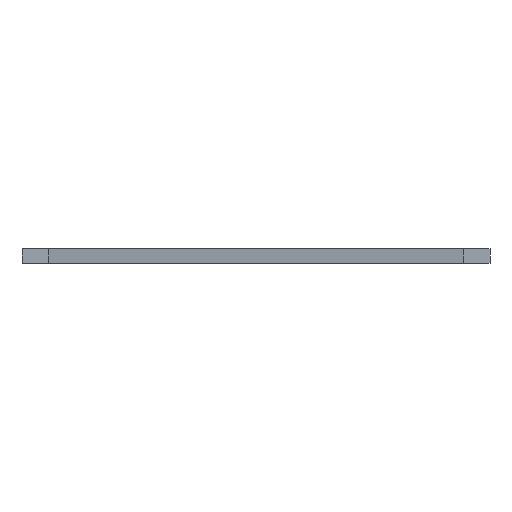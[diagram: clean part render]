
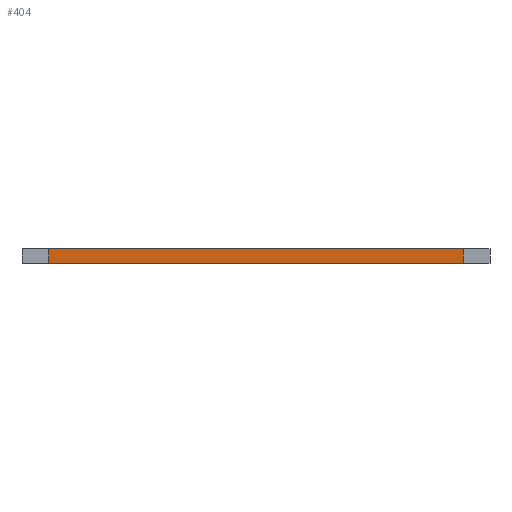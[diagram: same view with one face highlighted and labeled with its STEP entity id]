
A CAD part, front view. The second image highlights one B-rep face of the part: STEP entity #404.
In plain terms, the highlighted planar face has unit normal (-0.125, -0.992, 0).
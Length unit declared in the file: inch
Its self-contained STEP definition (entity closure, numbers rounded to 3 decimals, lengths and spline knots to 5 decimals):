
#11 = EDGE_CURVE ( 'NONE', #234, #446, #307, .T. ) ;
#78 = CARTESIAN_POINT ( 'NONE',  ( 337.5543, 115.26143, 0. ) ) ;
#119 = DIRECTION ( 'NONE',  ( 0.992, -0.125, 0. ) ) ;
#125 = CARTESIAN_POINT ( 'NONE',  ( 341.4243, 114.77298, 0.134 ) ) ;
#131 = EDGE_LOOP ( 'NONE', ( #182, #204, #1029, #164 ) ) ;
#164 = ORIENTED_EDGE ( 'NONE', *, *, #11, .T. ) ;
#182 = ORIENTED_EDGE ( 'NONE', *, *, #333, .T. ) ;
#191 = DIRECTION ( 'NONE',  ( 0., 0., -1. ) ) ;
#198 = VECTOR ( 'NONE', #790, 39.37008 ) ;
#204 = ORIENTED_EDGE ( 'NONE', *, *, #578, .F. ) ;
#229 = CARTESIAN_POINT ( 'NONE',  ( 341.4243, 114.77298, 0. ) ) ;
#234 = VERTEX_POINT ( 'NONE', #382 ) ;
#279 = AXIS2_PLACEMENT_3D ( 'NONE', #596, #835, #355 ) ;
#307 = LINE ( 'NONE', #459, #756 ) ;
#328 = CARTESIAN_POINT ( 'NONE',  ( 341.4243, 114.77298, 0.134 ) ) ;
#333 = EDGE_CURVE ( 'NONE', #446, #913, #830, .T. ) ;
#340 = VECTOR ( 'NONE', #119, 39.37008 ) ;
#353 = VECTOR ( 'NONE', #191, 39.37008 ) ;
#355 = DIRECTION ( 'NONE',  ( -0.992, 0.125, 0. ) ) ;
#382 = CARTESIAN_POINT ( 'NONE',  ( 337.5543, 115.26143, 0.134 ) ) ;
#402 = LINE ( 'NONE', #125, #340 ) ;
#404 = ADVANCED_FACE ( 'NONE', ( #853 ), #753, .F. ) ;
#446 = VERTEX_POINT ( 'NONE', #78 ) ;
#459 = CARTESIAN_POINT ( 'NONE',  ( 337.5543, 115.26143, 0.134 ) ) ;
#542 = DIRECTION ( 'NONE',  ( 0., 0., -1. ) ) ;
#578 = EDGE_CURVE ( 'NONE', #772, #913, #996, .T. ) ;
#596 = CARTESIAN_POINT ( 'NONE',  ( 341.4243, 114.77298, 0.134 ) ) ;
#753 = PLANE ( 'NONE',  #279 ) ;
#756 = VECTOR ( 'NONE', #542, 39.37008 ) ;
#772 = VERTEX_POINT ( 'NONE', #328 ) ;
#790 = DIRECTION ( 'NONE',  ( 0.992, -0.125, 0. ) ) ;
#825 = CARTESIAN_POINT ( 'NONE',  ( 341.4243, 114.77298, 0.134 ) ) ;
#830 = LINE ( 'NONE', #229, #198 ) ;
#835 = DIRECTION ( 'NONE',  ( 0.125, 0.992, 0. ) ) ;
#846 = EDGE_CURVE ( 'NONE', #234, #772, #402, .T. ) ;
#853 = FACE_OUTER_BOUND ( 'NONE', #131, .T. ) ;
#913 = VERTEX_POINT ( 'NONE', #960 ) ;
#960 = CARTESIAN_POINT ( 'NONE',  ( 341.4243, 114.77298, 0. ) ) ;
#996 = LINE ( 'NONE', #825, #353 ) ;
#1029 = ORIENTED_EDGE ( 'NONE', *, *, #846, .F. ) ;
